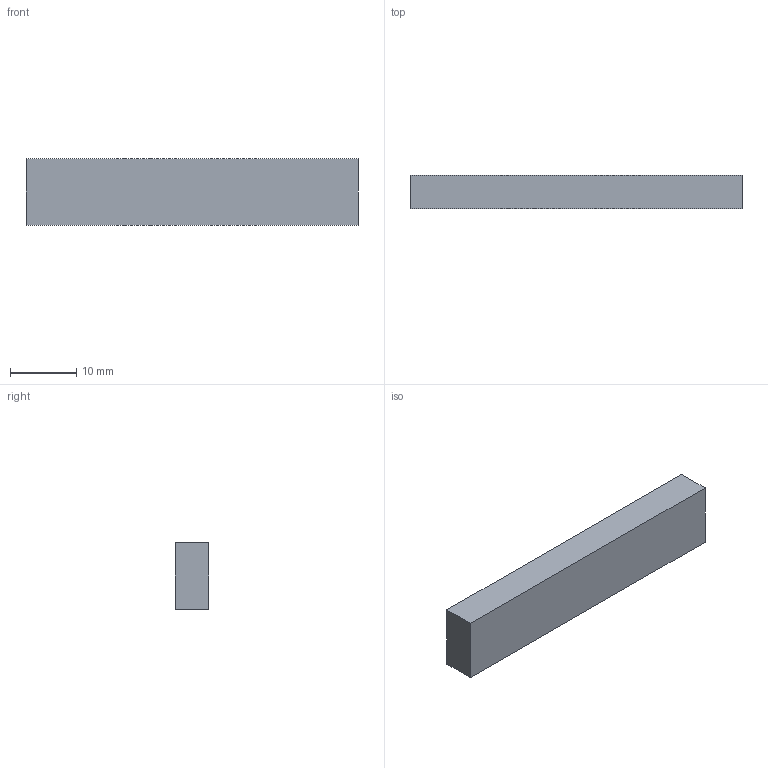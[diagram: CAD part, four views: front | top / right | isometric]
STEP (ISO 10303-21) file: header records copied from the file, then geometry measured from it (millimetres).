
FILE_DESCRIPTION(('Open CASCADE Model'),'2;1');
FILE_NAME('Open CASCADE Shape Model','2021-09-04T22:11:14',('Author'),( 'Open CASCADE'),'Open CASCADE STEP processor 7.4','Open CASCADE 7.4' ,'Unknown');
FILE_SCHEMA(('AUTOMOTIVE_DESIGN { 1 0 10303 214 1 1 1 1 }'));
Length unit declared in the file: millimetre
Products named in the file (5): CQ_assembly; a37b3e6a-0dc4-11ec-8eee-a434d95c2a9c; a37b3e6a-0dc4-11ec-8eee-a434d95c2a9c_part; a381049e-0dc4-11ec-8eee-a434d95c2a9c; a381049e-0dc4-11ec-8eee-a434d95c2a9c_part
Assembly tree (4 placements, depth 4):
  CQ_assembly
    a37b3e6a-0dc4-11ec-8eee-a434d95c2a9c
      a37b3e6a-0dc4-11ec-8eee-a434d95c2a9c_part
      a381049e-0dc4-11ec-8eee-a434d95c2a9c
        a381049e-0dc4-11ec-8eee-a434d95c2a9c_part
Bounding box: 50 x 5 x 10 mm (x, y, z)
Volume: 2500 mm3; surface area: 1600 mm2
Topology: 1 solids, 1 shells, 6 faces, 12 edges, 8 vertices
Faces by surface type: plane 6
Entity records: 403 total; most frequent: DIRECTION 58, CARTESIAN_POINT 55, LINE 36, VECTOR 36, ORIENTED_EDGE 24, PCURVE 24, DEFINITIONAL_REPRESENTATION 24, EDGE_CURVE 12
